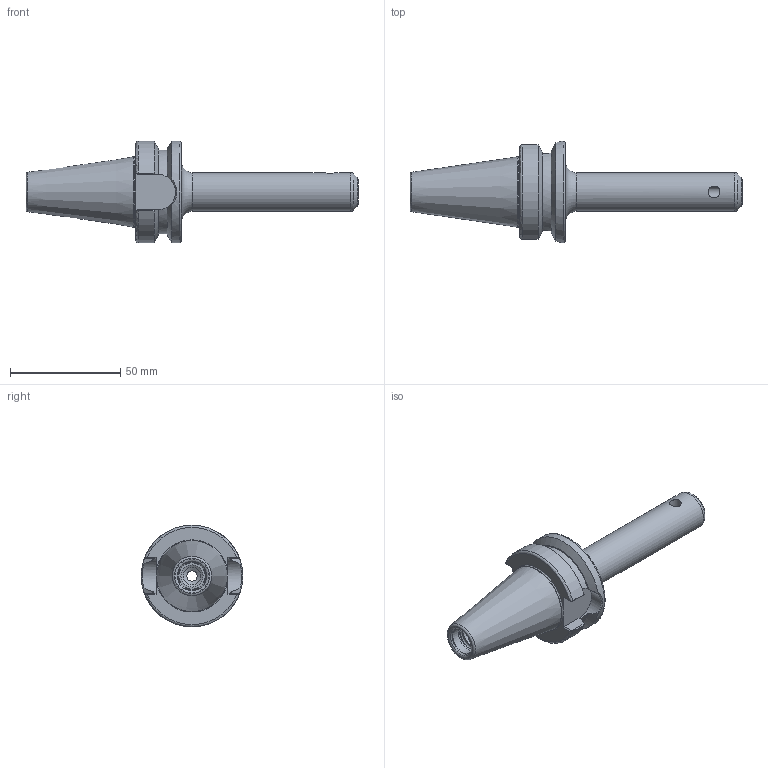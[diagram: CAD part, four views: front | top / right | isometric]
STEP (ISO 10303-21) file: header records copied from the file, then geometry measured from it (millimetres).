
FILE_DESCRIPTION(/* description */ (''),/* implementation_level */ '2;1');
FILE_NAME(/* name */ 'DBT30-EM018-0400.stp',/* time_stamp */ '2019-07-22T11:37:12-05:00',/* author */ ('ldfli'),/* organization */ (''),/* preprocessor_version */ 'ST-DEVELOPER v18',/* originating_system */ 'Autodesk Inventor LT',/* authorisation */ '');
FILE_SCHEMA (('AUTOMOTIVE_DESIGN { 1 0 10303 214 3 1 1 }'));
Length unit declared in the file: millimetre
Products named in the file (1): DBT30-EM018-0400
Bounding box: 150.4 x 46 x 46 mm (x, y, z)
Volume: 63411.6 mm3; surface area: 18361.2 mm2
Topology: 1 solids, 1 shells, 74 faces, 226 edges, 155 vertices
Faces by surface type: plane 24, cylinder 14, cone 13, torus 13, bspline 10
Full cylindrical faces by diameter (mm): 4.763 x1, 5.359 x1, 8 x1, 10.106 x1, 12.5 x1, 13.1 x1, 17.526 x1, 46 x1
Entity records: 3195 total; most frequent: CARTESIAN_POINT 1156, ORIENTED_EDGE 452, DIRECTION 402, EDGE_CURVE 226, AXIS2_PLACEMENT_3D 167, VERTEX_POINT 155, CIRCLE 102, EDGE_LOOP 79
